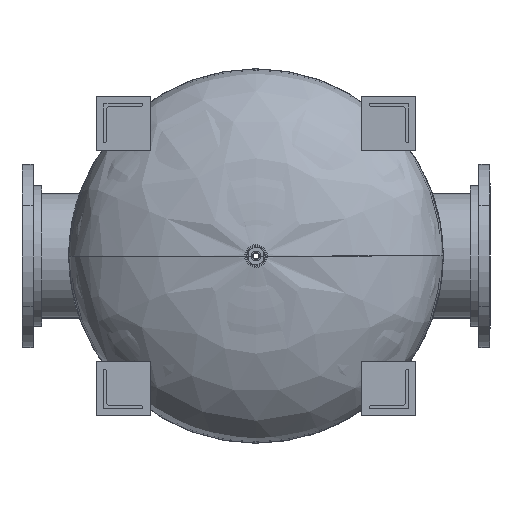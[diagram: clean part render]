
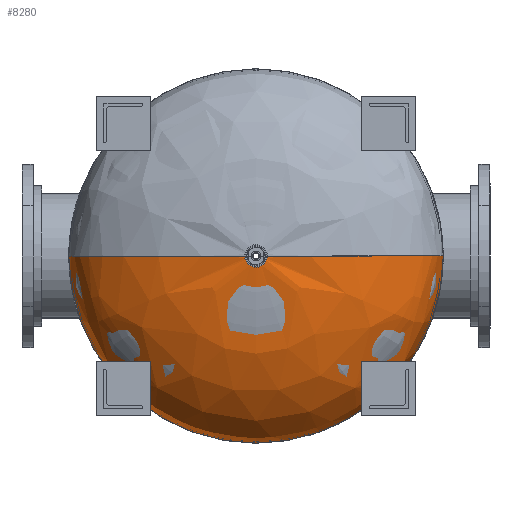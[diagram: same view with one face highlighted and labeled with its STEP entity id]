
A CAD part, front view. The second image highlights one B-rep face of the part: STEP entity #8280.
In plain terms, the highlighted free-form (B-spline) face has degree [3, 3] with [4, 4] control points.
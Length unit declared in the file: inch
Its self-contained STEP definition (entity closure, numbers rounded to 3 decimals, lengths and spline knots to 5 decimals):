
#70 = CARTESIAN_POINT ( 'NONE',  ( 0., 13.23186, -1.3125 ) ) ;
#714 = AXIS2_PLACEMENT_3D ( 'NONE', #1873, #2700, #1088 ) ;
#752 = CARTESIAN_POINT ( 'NONE',  ( 1.3125, 13.23186, 0. ) ) ;
#834 = VERTEX_POINT ( 'NONE', #3799 ) ;
#1088 = DIRECTION ( 'NONE',  ( 1., 0., 0. ) ) ;
#1121 = ORIENTED_EDGE ( 'NONE', *, *, #9507, .T. ) ;
#1291 = CARTESIAN_POINT ( 'NONE',  ( 14.74874, 12.86007, 0. ) ) ;
#1442 =( BOUNDED_CURVE ( )  B_SPLINE_CURVE ( 3, ( #6732, #10171, #10063, #2820 ),
 .UNSPECIFIED., .F., .F. ) 
 B_SPLINE_CURVE_WITH_KNOTS ( ( 4, 4 ),
 ( 1.62551, 3.14159 ),
 .UNSPECIFIED. ) 
 CURVE ( )  GEOMETRIC_REPRESENTATION_ITEM ( )  RATIONAL_B_SPLINE_CURVE ( ( 1., 0.817, 0.817, 1. ) ) 
 REPRESENTATION_ITEM ( '' )  );
#1473 = FACE_OUTER_BOUND ( 'NONE', #1744, .T. ) ;
#1702 = ORIENTED_EDGE ( 'NONE', *, *, #9892, .F. ) ;
#1744 = EDGE_LOOP ( 'NONE', ( #1702, #1121, #8676, #8164, #10229 ) ) ;
#1873 = CARTESIAN_POINT ( 'NONE',  ( 0., 13.23186, 0. ) ) ;
#2210 = CIRCLE ( 'NONE', #8133, 24. ) ;
#2345 = CARTESIAN_POINT ( 'NONE',  ( 24., 1.125, 0. ) ) ;
#2700 = DIRECTION ( 'NONE',  ( 0., -1., 0. ) ) ;
#2820 = CARTESIAN_POINT ( 'NONE',  ( -24., 1.125, 0. ) ) ;
#2981 = CARTESIAN_POINT ( 'NONE',  ( -14.74874, 12.86007, 0. ) ) ;
#3025 = CARTESIAN_POINT ( 'NONE',  ( -24., 1.125, 0. ) ) ;
#3078 = CARTESIAN_POINT ( 'NONE',  ( -24., 7.92327, 0. ) ) ;
#3166 =( BOUNDED_CURVE ( )  B_SPLINE_CURVE ( 3, ( #8471, #1291, #6712, #5237 ),
 .UNSPECIFIED., .F., .F. ) 
 B_SPLINE_CURVE_WITH_KNOTS ( ( 4, 4 ),
 ( 1.62551, 3.14159 ),
 .UNSPECIFIED. ) 
 CURVE ( )  GEOMETRIC_REPRESENTATION_ITEM ( )  RATIONAL_B_SPLINE_CURVE ( ( 1., 0.817, 0.817, 1. ) ) 
 REPRESENTATION_ITEM ( '' )  );
#3563 = VERTEX_POINT ( 'NONE', #6654 ) ;
#3771 = CARTESIAN_POINT ( 'NONE',  ( -14.74874, 12.86007, -29.49748 ) ) ;
#3799 = CARTESIAN_POINT ( 'NONE',  ( -24., 1.125, 0. ) ) ;
#3868 = CARTESIAN_POINT ( 'NONE',  ( 14.74874, 12.86007, 0. ) ) ;
#3929 = VERTEX_POINT ( 'NONE', #752 ) ;
#5237 = CARTESIAN_POINT ( 'NONE',  ( 24., 1.125, 0. ) ) ;
#5298 = DIRECTION ( 'NONE',  ( 0., -1., 0. ) ) ;
#5699 = EDGE_CURVE ( 'NONE', #10340, #3929, #6487, .T. ) ;
#5763 = CARTESIAN_POINT ( 'NONE',  ( 0., 13.23186, 0. ) ) ;
#5812 = DIRECTION ( 'NONE',  ( 0., -1., 0. ) ) ;
#5821 = AXIS2_PLACEMENT_3D ( 'NONE', #5763, #5812, #9663 ) ;
#5949 = CARTESIAN_POINT ( 'NONE',  ( -1.3125, 13.23186, 0. ) ) ;
#5985 = CARTESIAN_POINT ( 'NONE',  ( 0., 1.125, 0. ) ) ;
#6487 = CIRCLE ( 'NONE', #5821, 1.3125 ) ;
#6654 = CARTESIAN_POINT ( 'NONE',  ( 24., 1.125, 0. ) ) ;
#6712 = CARTESIAN_POINT ( 'NONE',  ( 24., 7.92327, 0. ) ) ;
#6732 = CARTESIAN_POINT ( 'NONE',  ( -1.3125, 13.23186, 0. ) ) ;
#7105 = CARTESIAN_POINT ( 'NONE',  ( 24., 7.92327, -48. ) ) ;
#7206 = CARTESIAN_POINT ( 'NONE',  ( 24., 7.92327, 0. ) ) ;
#7526 = DIRECTION ( 'NONE',  ( 1., 0., 0. ) ) ;
#7922 = CARTESIAN_POINT ( 'NONE',  ( 1.3125, 13.23186, 0. ) ) ;
#7931 =( BOUNDED_SURFACE ( )  B_SPLINE_SURFACE ( 3, 3, ( 
 ( #10274, #8805, #8749, #7922 ),
 ( #2981, #3771, #8653, #3868 ),
 ( #3078, #10225, #7105, #7206 ),
 ( #3025, #9423, #10326, #2345 ) ),
 .UNSPECIFIED., .F., .F., .F. ) 
 B_SPLINE_SURFACE_WITH_KNOTS ( ( 4, 4 ),
 ( 4, 4 ),
 ( 0., 1. ),
 ( 0., 1. ),
 .UNSPECIFIED. ) 
 GEOMETRIC_REPRESENTATION_ITEM ( )  RATIONAL_B_SPLINE_SURFACE ( (
 ( 1., 0.333, 0.333, 1.),
 ( 0.817, 0.272, 0.272, 0.817),
 ( 0.817, 0.272, 0.272, 0.817),
 ( 1., 0.333, 0.333, 1.) ) ) 
 REPRESENTATION_ITEM ( '' )  SURFACE ( )  );
#8133 = AXIS2_PLACEMENT_3D ( 'NONE', #5985, #5298, #7526 ) ;
#8164 = ORIENTED_EDGE ( 'NONE', *, *, #8975, .T. ) ;
#8280 = ADVANCED_FACE ( 'NONE', ( #1473 ), #7931, .F. ) ;
#8471 = CARTESIAN_POINT ( 'NONE',  ( 1.3125, 13.23186, 0. ) ) ;
#8653 = CARTESIAN_POINT ( 'NONE',  ( 14.74874, 12.86007, -29.49748 ) ) ;
#8676 = ORIENTED_EDGE ( 'NONE', *, *, #5699, .T. ) ;
#8749 = CARTESIAN_POINT ( 'NONE',  ( 1.3125, 13.23186, -2.625 ) ) ;
#8805 = CARTESIAN_POINT ( 'NONE',  ( -1.3125, 13.23186, -2.625 ) ) ;
#8975 = EDGE_CURVE ( 'NONE', #3929, #3563, #3166, .T. ) ;
#9423 = CARTESIAN_POINT ( 'NONE',  ( -24., 1.125, -48. ) ) ;
#9481 = EDGE_CURVE ( 'NONE', #834, #3563, #2210, .T. ) ;
#9507 = EDGE_CURVE ( 'NONE', #9931, #10340, #9614, .T. ) ;
#9614 = CIRCLE ( 'NONE', #714, 1.3125 ) ;
#9663 = DIRECTION ( 'NONE',  ( 1., 0., 0. ) ) ;
#9892 = EDGE_CURVE ( 'NONE', #9931, #834, #1442, .T. ) ;
#9931 = VERTEX_POINT ( 'NONE', #5949 ) ;
#10063 = CARTESIAN_POINT ( 'NONE',  ( -24., 7.92327, 0. ) ) ;
#10171 = CARTESIAN_POINT ( 'NONE',  ( -14.74874, 12.86007, 0. ) ) ;
#10225 = CARTESIAN_POINT ( 'NONE',  ( -24., 7.92327, -48. ) ) ;
#10229 = ORIENTED_EDGE ( 'NONE', *, *, #9481, .F. ) ;
#10274 = CARTESIAN_POINT ( 'NONE',  ( -1.3125, 13.23186, 0. ) ) ;
#10326 = CARTESIAN_POINT ( 'NONE',  ( 24., 1.125, -48. ) ) ;
#10340 = VERTEX_POINT ( 'NONE', #70 ) ;
